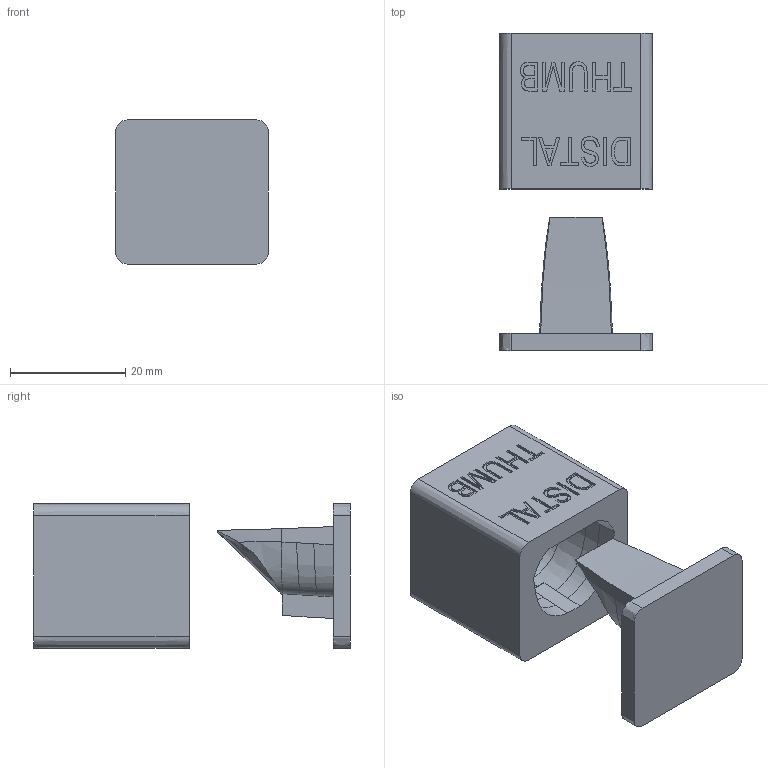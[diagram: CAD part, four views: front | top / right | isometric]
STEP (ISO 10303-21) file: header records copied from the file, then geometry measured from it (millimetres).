
FILE_DESCRIPTION(/* description */ (''),/* implementation_level */ '2;1');
FILE_NAME(/* name */ 'Thumb_Distal_Pad_Mold.stp',/* time_stamp */ '2025-10-07T16:22:18-07:00',/* author */ (''),/* organization */ (''),/* preprocessor_version */ 'ST-DEVELOPER v20',/* originating_system */ 'SIEMENS PLM Software NX2412.6001',/* authorisation */ '');
FILE_SCHEMA (('AP203_CONFIGURATION_CONTROLLED_3D_DESIGN_OF_MECHANICAL_PARTS_AND_ASSEMBLIES_MIM_LF { 1 0 10303 403 2 1 2}'));
Length unit declared in the file: millimetre
Products named in the file (1): Thumb_Distal_Pad_Mold_objects
Bounding box: 26.5 x 55 x 25 mm (x, y, z)
Volume: 16761.3 mm3; surface area: 7468.7 mm2
Topology: 2 solids, 2 shells, 163 faces, 434 edges, 289 vertices
Faces by surface type: plane 102, bspline 40, extrusion 19, cylinder 2
Entity records: 8319 total; most frequent: CARTESIAN_POINT 4927, ORIENTED_EDGE 862, EDGE_CURVE 431, DIRECTION 348, B_SPLINE_CURVE_WITH_KNOTS 334, VERTEX_POINT 289, EDGE_LOOP 180, ADVANCED_FACE 163
